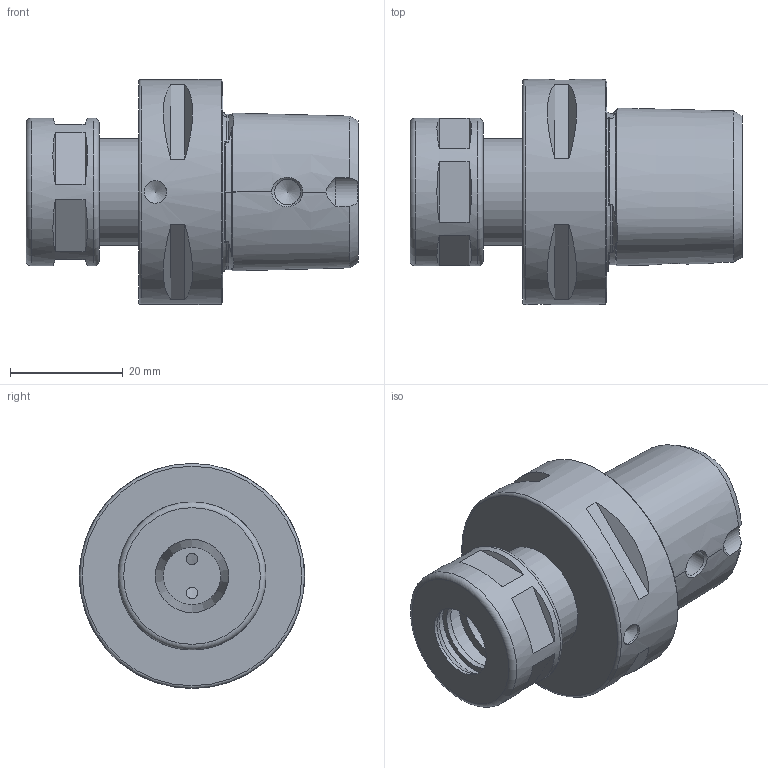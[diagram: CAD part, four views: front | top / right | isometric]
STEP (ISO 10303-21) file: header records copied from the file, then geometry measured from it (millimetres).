
FILE_DESCRIPTION((''),'2;1');
FILE_NAME('670000409035-3D.stp','2021-01-28T11:34:46',('nttooll'),(''),'Autodesk Inventor 2012','Autodesk Inventor 2012','');
FILE_SCHEMA(('AUTOMOTIVE_DESIGN { 1 0 10303 214 1 1 1 1 }'));
Length unit declared in the file: millimetre
Products named in the file (1): 670000409035-3D
Bounding box: 59 x 40 x 40 mm (x, y, z)
Volume: 30637.5 mm3; surface area: 11876.8 mm2
Topology: 1 solids, 2 shells, 125 faces, 277 edges, 175 vertices
Faces by surface type: plane 50, cylinder 28, cone 24, bspline 16, torus 7
Full cylindrical faces by diameter (mm): 2 x2, 4 x1, 4.599 x2, 4.6 x1, 11 x1, 13 x1, 13.5 x1, 14 x2, 14.5 x1, 15.5 x1, 18 x2, 19 x2, 20 x1, 26.3 x1, 40 x1
Entity records: 6636 total; most frequent: CARTESIAN_POINT 4148, DIRECTION 462, ORIENTED_EDGE 432, EDGE_CURVE 216, AXIS2_PLACEMENT_3D 202, EDGE_LOOP 194, VERTEX_POINT 160, FACE_OUTER_BOUND 123
